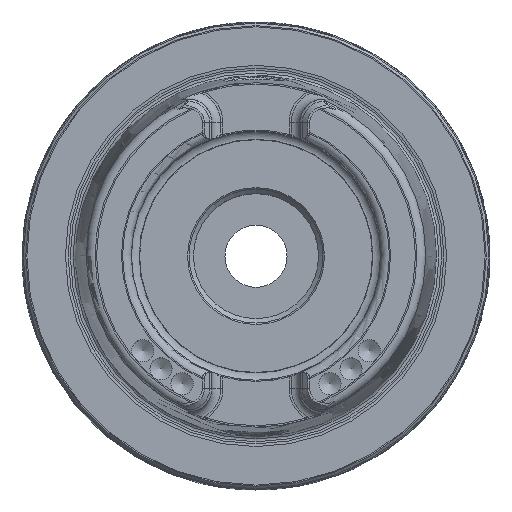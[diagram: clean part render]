
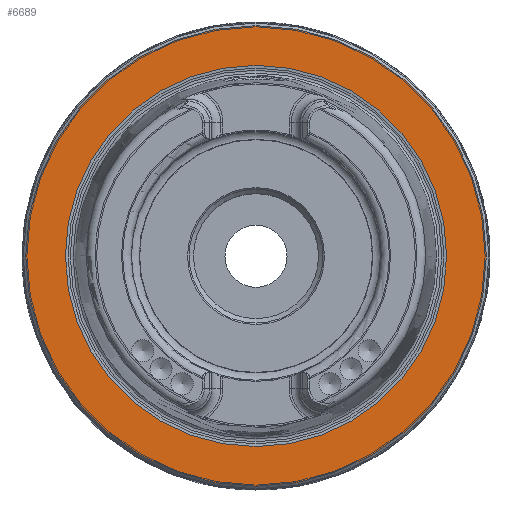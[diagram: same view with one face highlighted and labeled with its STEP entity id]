
A CAD part, top view. The second image highlights one B-rep face of the part: STEP entity #6689.
In plain terms, the highlighted planar face has unit normal (0, 0, 1).
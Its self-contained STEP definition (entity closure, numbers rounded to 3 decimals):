
#1608=ORIENTED_EDGE('',*,*,#2463,.T.);
#1609=ORIENTED_EDGE('',*,*,#2462,.F.);
#2462=EDGE_CURVE('',#2957,#2957,#3236,.T.);
#2463=EDGE_CURVE('',#2958,#2958,#3237,.T.);
#2957=VERTEX_POINT('',#10606);
#2958=VERTEX_POINT('',#10609);
#3236=CIRCLE('',#7213,25.782);
#3237=CIRCLE('',#7215,31.15);
#3603=EDGE_LOOP('',(#1608));
#3604=EDGE_LOOP('',(#1609));
#4075=FACE_BOUND('',#3603,.T.);
#4076=FACE_BOUND('',#3604,.T.);
#4300=PLANE('',#7214);
#6689=ADVANCED_FACE('',(#4075,#4076),#4300,.T.);
#7213=AXIS2_PLACEMENT_3D('',#10605,#8344,#8345);
#7214=AXIS2_PLACEMENT_3D('',#10607,#8346,#8347);
#7215=AXIS2_PLACEMENT_3D('',#10608,#8348,#8349);
#8344=DIRECTION('',(0.,0.,1.));
#8345=DIRECTION('',(1.,0.,0.));
#8346=DIRECTION('',(0.,0.,1.));
#8347=DIRECTION('',(1.,0.,0.));
#8348=DIRECTION('',(0.,0.,1.));
#8349=DIRECTION('',(1.,0.,0.));
#10605=CARTESIAN_POINT('',(0.,0.,0.2));
#10606=CARTESIAN_POINT('',(25.782,0.,0.2));
#10607=CARTESIAN_POINT('',(25.782,0.,0.2));
#10608=CARTESIAN_POINT('',(0.,0.,0.2));
#10609=CARTESIAN_POINT('',(31.15,0.,0.2));
